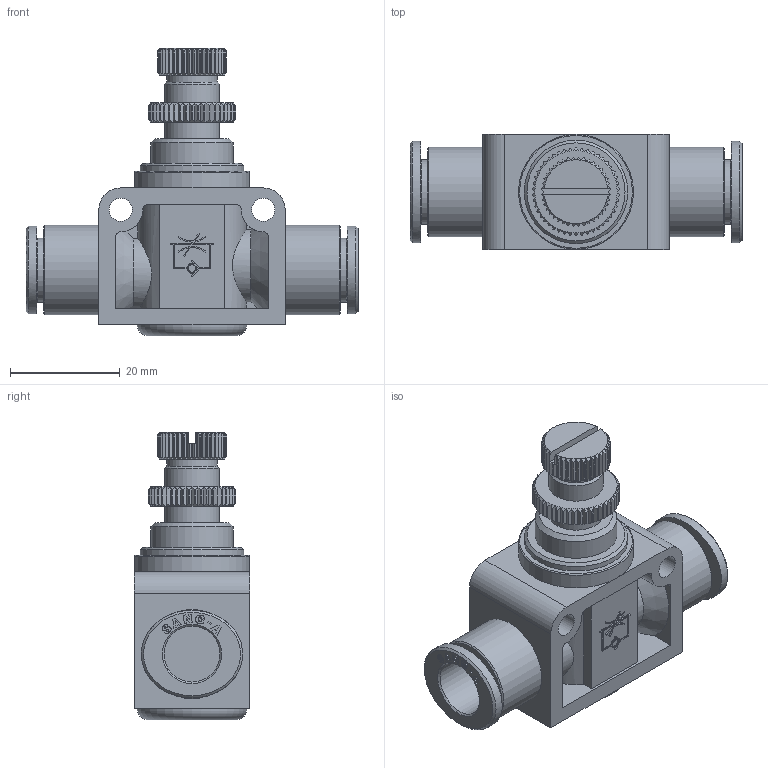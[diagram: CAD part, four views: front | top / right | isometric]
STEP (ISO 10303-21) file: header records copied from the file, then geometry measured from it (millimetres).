
FILE_DESCRIPTION(/* description */ ('Unknown'),/* implementation_level */ '2;1');
FILE_NAME(/* name */ '6.01.DIA.3;8',/* time_stamp */ '2020-02-03T16:10:25-05:00',/* author */ ('Unknown'),/* organization */ ('Unknown'),/* preprocessor_version */ 'ST-DEVELOPER v16.7',/* originating_system */ 'Solid Edge',/* authorisation */ 'Unknown');
FILE_SCHEMA (('AUTOMOTIVE_DESIGN {1 0 10303 214 3 1 1}'));
Length unit declared in the file: millimetre
Products named in the file (1): 6.01.DIA.3;8
Bounding box: 60.6 x 21 x 52.5 mm (x, y, z)
Volume: 21467.7 mm3; surface area: 10180.7 mm2
Topology: 1 solids, 1 shells, 1074 faces, 2916 edges, 1881 vertices
Faces by surface type: plane 769, cylinder 183, cone 108, bspline 12, torus 2
Full cylindrical faces by diameter (mm): 1.4 x1, 4.2 x2, 9.2 x1, 10 x2, 10.2 x2, 11.7 x2, 15 x1, 16.3 x2, 18.9 x1, 21 x1
Entity records: 33470 total; most frequent: CARTESIAN_POINT 7573, ORIENTED_EDGE 5754, DIRECTION 4924, EDGE_CURVE 2877, LINE 2008, VECTOR 2008, VERTEX_POINT 1873, AXIS2_PLACEMENT_3D 1458
